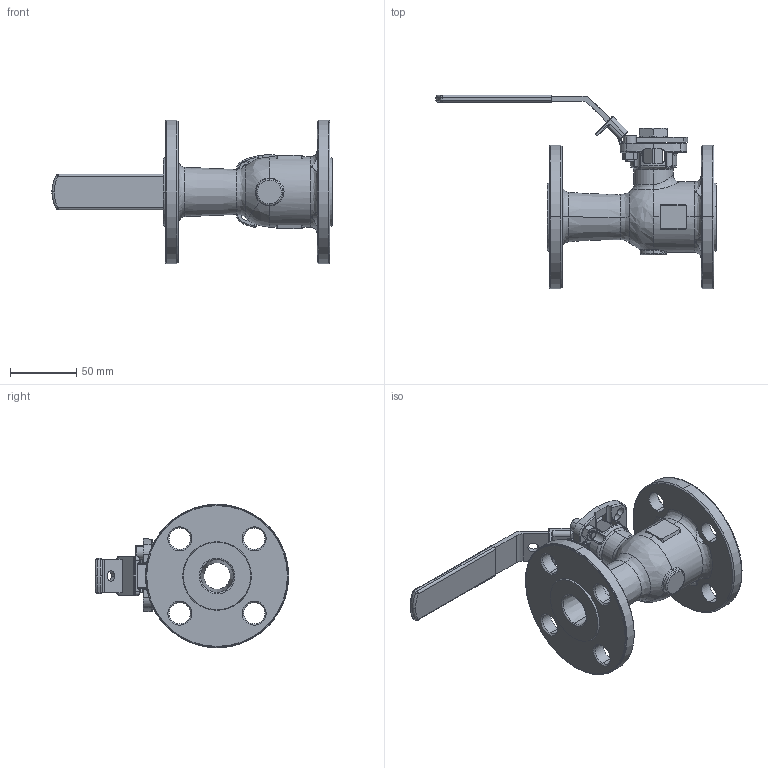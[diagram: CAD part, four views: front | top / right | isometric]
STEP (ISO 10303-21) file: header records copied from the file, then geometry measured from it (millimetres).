
FILE_DESCRIPTION (( 'STEP AP214' ), '1' );
FILE_NAME ('F91-F1-0100-XXX.step', '2019-09-20T11:01:49', ( '' ), ( '' ), 'SwSTEP 2.0', 'SolidWorks 2019', '' );
FILE_SCHEMA (( 'AUTOMOTIVE_DESIGN' ));
Length unit declared in the file: inch
Products named in the file (2): F91-F1-0100-XXX
Bounding box: 210.99 x 145.69 x 108 mm (x, y, z)
Surface area: 84424.4 mm2 (no closed solid volume)
Topology: 0 solids, 9 shells, 428 faces, 1141 edges, 703 vertices
Faces by surface type: cylinder 153, plane 111, bspline 88, cone 66, torus 6, sphere 4
Entity records: 39090 total; most frequent: CARTESIAN_POINT 23455, ORIENTED_EDGE 2106, DIRECTION 2023, EDGE_CURVE 1129, AXIS2_PLACEMENT_3D 791, VERTEX_POINT 703, EDGE_LOOP 473, CIRCLE 449
